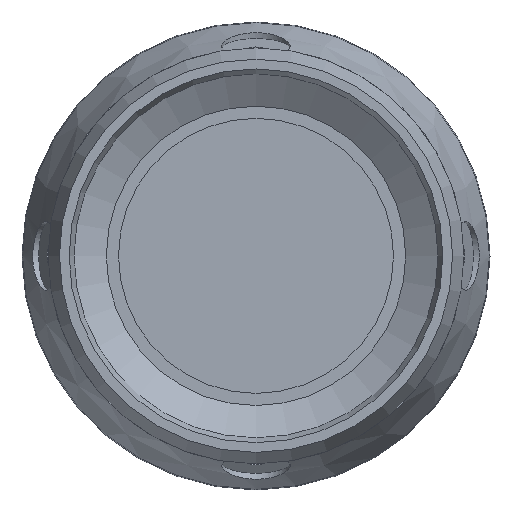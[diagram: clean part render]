
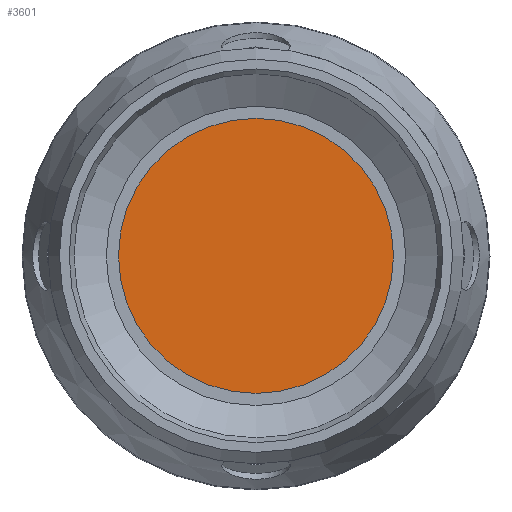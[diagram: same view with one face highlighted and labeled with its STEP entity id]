
A CAD part, top view. The second image highlights one B-rep face of the part: STEP entity #3601.
In plain terms, the highlighted planar face has unit normal (0, 0, 1).
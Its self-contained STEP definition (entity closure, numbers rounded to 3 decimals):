
#151=PLANE('',#3860);
#281=FACE_OUTER_BOUND('',#485,.T.);
#485=EDGE_LOOP('',(#2475));
#1390=CIRCLE('',#3858,19.5);
#1589=VERTEX_POINT('',#5445);
#1941=EDGE_CURVE('',#1589,#1589,#1390,.T.);
#2475=ORIENTED_EDGE('',*,*,#1941,.T.);
#3601=ADVANCED_FACE('',(#281),#151,.T.);
#3858=AXIS2_PLACEMENT_3D('',#5446,#4284,#4285);
#3860=AXIS2_PLACEMENT_3D('',#5450,#4289,#4290);
#4284=DIRECTION('center_axis',(0.,0.,1.));
#4285=DIRECTION('ref_axis',(1.,0.,0.));
#4289=DIRECTION('center_axis',(0.,0.,1.));
#4290=DIRECTION('ref_axis',(1.,0.,0.));
#5445=CARTESIAN_POINT('',(-19.5,0.,1.));
#5446=CARTESIAN_POINT('Origin',(0.,0.,1.));
#5450=CARTESIAN_POINT('Origin',(0.,0.,1.));
